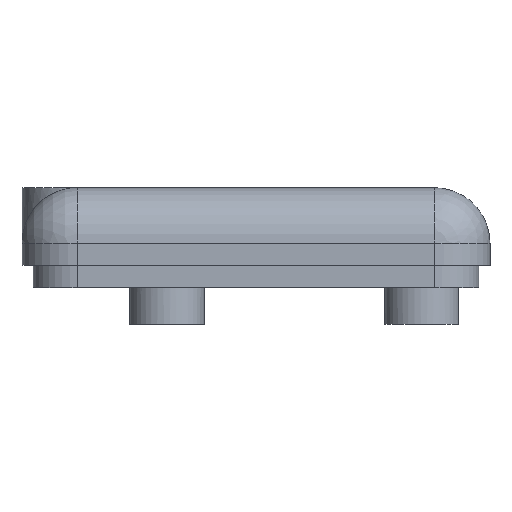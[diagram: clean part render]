
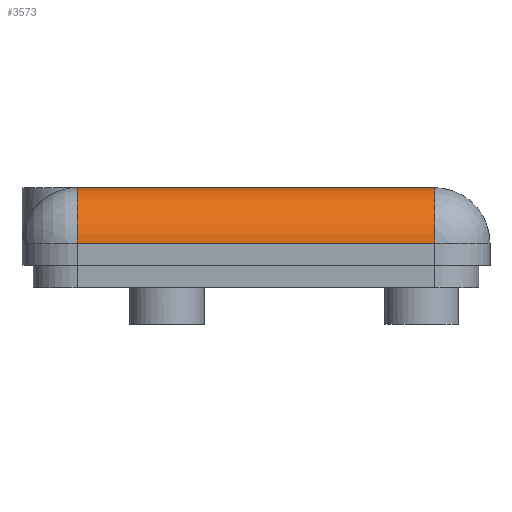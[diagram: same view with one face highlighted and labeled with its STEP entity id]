
A CAD part, left-side view. The second image highlights one B-rep face of the part: STEP entity #3573.
In plain terms, the highlighted cylindrical face has radius 5 mm (diameter 10 mm), a partial arc.
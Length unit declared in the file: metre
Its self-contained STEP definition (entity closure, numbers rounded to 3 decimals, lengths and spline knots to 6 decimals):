
#97=CYLINDRICAL_SURFACE('',#3913,0.005);
#325=CIRCLE('',#3914,0.005);
#326=CIRCLE('',#3915,0.005);
#812=ORIENTED_EDGE('',*,*,#1702,.T.);
#813=ORIENTED_EDGE('',*,*,#1703,.F.);
#814=ORIENTED_EDGE('',*,*,#1704,.F.);
#815=ORIENTED_EDGE('',*,*,#1475,.F.);
#1475=EDGE_CURVE('',#1993,#1994,#2298,.F.);
#1702=EDGE_CURVE('',#1993,#2163,#325,.F.);
#1703=EDGE_CURVE('',#2164,#2163,#2401,.T.);
#1704=EDGE_CURVE('',#1994,#2164,#326,.T.);
#1993=VERTEX_POINT('',#5211);
#1994=VERTEX_POINT('',#5213);
#2163=VERTEX_POINT('',#5741);
#2164=VERTEX_POINT('',#5743);
#2298=LINE('',#5212,#2598);
#2401=LINE('',#5742,#2701);
#2598=VECTOR('',#4118,1.);
#2701=VECTOR('',#4581,1.);
#2985=EDGE_LOOP('',(#812,#813,#814,#815));
#3268=FACE_BOUND('',#2985,.T.);
#3573=ADVANCED_FACE('',(#3268),#97,.T.);
#3913=AXIS2_PLACEMENT_3D('',#5739,#4577,#4578);
#3914=AXIS2_PLACEMENT_3D('',#5740,#4579,#4580);
#3915=AXIS2_PLACEMENT_3D('',#5744,#4582,#4583);
#4118=DIRECTION('',(0.,1.,0.));
#4577=DIRECTION('',(0.,-1.,0.));
#4578=DIRECTION('',(0.,0.,-1.));
#4579=DIRECTION('',(0.,1.,0.));
#4580=DIRECTION('',(0.,0.,1.));
#4581=DIRECTION('',(0.,1.,0.));
#4582=DIRECTION('',(0.,-1.,0.));
#4583=DIRECTION('',(0.,0.,-1.));
#5211=CARTESIAN_POINT('',(-0.030454,0.020036,0.013313));
#5212=CARTESIAN_POINT('',(-0.030454,-0.017136,0.013313));
#5213=CARTESIAN_POINT('',(-0.030454,-0.012136,0.013313));
#5739=CARTESIAN_POINT('',(-0.030454,-0.011536,0.008313));
#5740=CARTESIAN_POINT('',(-0.030454,0.020036,0.008313));
#5741=CARTESIAN_POINT('',(-0.035454,0.020036,0.008313));
#5742=CARTESIAN_POINT('',(-0.035454,0.025036,0.008313));
#5743=CARTESIAN_POINT('',(-0.035454,-0.012136,0.008313));
#5744=CARTESIAN_POINT('',(-0.030454,-0.012136,0.008313));
